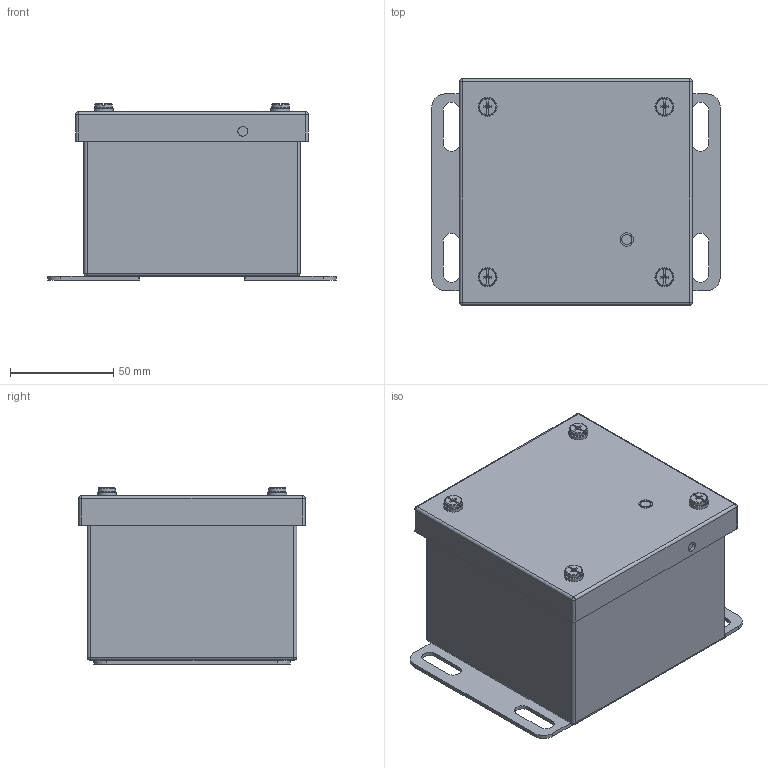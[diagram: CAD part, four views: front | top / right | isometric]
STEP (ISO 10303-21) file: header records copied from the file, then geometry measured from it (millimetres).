
FILE_DESCRIPTION (( 'STEP AP214' ), '1' );
FILE_NAME ('SCE-404SC.STEP', '2021-12-04T19:08:34', ( '' ), ( '' ), 'SwSTEP 2.0', 'SolidWorks 2021', '' );
FILE_SCHEMA (( 'AUTOMOTIVE_DESIGN' ));
Length unit declared in the file: inch
Products named in the file (1): SCE-404SC
Bounding box: 139.7 x 109.54 x 85.36 mm (x, y, z)
Volume: 118640.9 mm3; surface area: 154274.2 mm2
Topology: 18 solids, 18 shells, 509 faces, 1254 edges, 716 vertices
Faces by surface type: plane 195, cylinder 149, bspline 80, torus 48, sphere 20, cone 17
Full cylindrical faces by diameter (mm): 3.708 x4, 4.763 x2, 4.775 x5, 4.826 x4, 4.905 x1, 5.588 x4, 6.35 x4, 6.502 x1, 6.604 x4, 6.756 x4, 6.858 x4, 7.14 x4, 7.417 x8, 8.052 x4, 8.484 x4, 8.636 x4, 9.195 x4, 11.092 x4
Entity records: 15627 total; most frequent: CARTESIAN_POINT 4896, DIRECTION 2098, ORIENTED_EDGE 1990, EDGE_CURVE 995, AXIS2_PLACEMENT_3D 817, EDGE_LOOP 694, VERTEX_POINT 667, FACE_OUTER_BOUND 610
